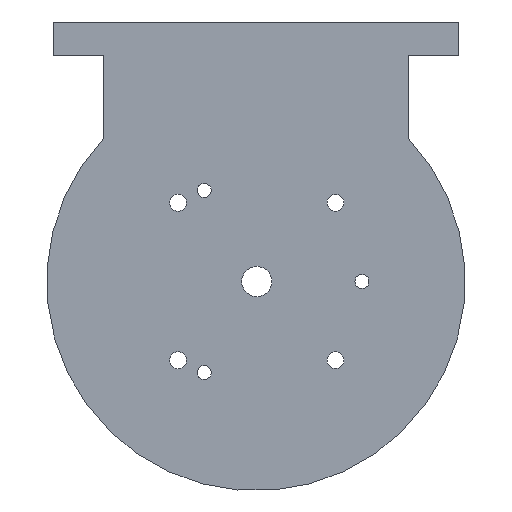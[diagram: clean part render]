
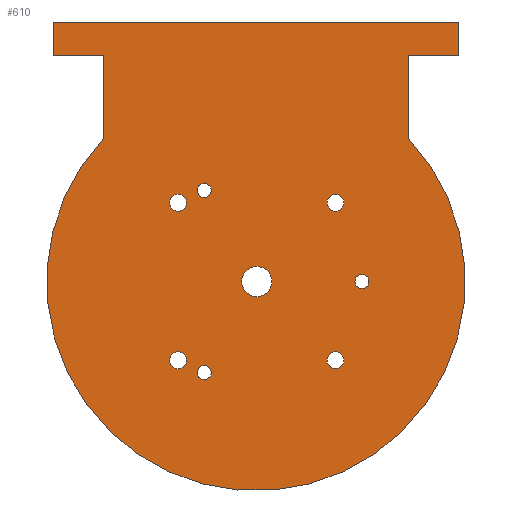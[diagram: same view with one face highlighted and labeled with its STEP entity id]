
A CAD part, front view. The second image highlights one B-rep face of the part: STEP entity #610.
In plain terms, the highlighted planar face has unit normal (0, -1, 0).
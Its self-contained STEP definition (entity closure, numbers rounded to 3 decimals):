
#15=FACE_BOUND('',#94,.T.);
#16=FACE_BOUND('',#95,.T.);
#17=FACE_BOUND('',#96,.T.);
#18=FACE_BOUND('',#97,.T.);
#19=FACE_BOUND('',#98,.T.);
#20=FACE_BOUND('',#99,.T.);
#21=FACE_BOUND('',#100,.T.);
#22=FACE_BOUND('',#101,.T.);
#35=PLANE('',#652);
#59=FACE_OUTER_BOUND('',#93,.T.);
#93=EDGE_LOOP('',(#438,#439,#440,#441,#442,#443,#444,#445));
#94=EDGE_LOOP('',(#446));
#95=EDGE_LOOP('',(#447));
#96=EDGE_LOOP('',(#448));
#97=EDGE_LOOP('',(#449));
#98=EDGE_LOOP('',(#450));
#99=EDGE_LOOP('',(#451));
#100=EDGE_LOOP('',(#452));
#101=EDGE_LOOP('',(#453));
#147=LINE('',#905,#205);
#148=LINE('',#907,#206);
#149=LINE('',#909,#207);
#150=LINE('',#911,#208);
#151=LINE('',#915,#209);
#152=LINE('',#917,#210);
#153=LINE('',#918,#211);
#205=VECTOR('',#728,10.);
#206=VECTOR('',#729,10.);
#207=VECTOR('',#730,10.);
#208=VECTOR('',#731,10.);
#209=VECTOR('',#734,10.);
#210=VECTOR('',#735,10.);
#211=VECTOR('',#736,10.);
#261=CIRCLE('',#645,2.1);
#263=CIRCLE('',#648,2.1);
#265=CIRCLE('',#651,2.1);
#266=CIRCLE('',#653,62.5);
#267=CIRCLE('',#654,2.5);
#268=CIRCLE('',#655,2.5);
#269=CIRCLE('',#656,2.5);
#270=CIRCLE('',#657,2.5);
#271=CIRCLE('',#658,4.5);
#287=VERTEX_POINT('',#887);
#289=VERTEX_POINT('',#893);
#291=VERTEX_POINT('',#899);
#292=VERTEX_POINT('',#903);
#293=VERTEX_POINT('',#904);
#294=VERTEX_POINT('',#906);
#295=VERTEX_POINT('',#908);
#296=VERTEX_POINT('',#910);
#297=VERTEX_POINT('',#912);
#298=VERTEX_POINT('',#914);
#299=VERTEX_POINT('',#916);
#300=VERTEX_POINT('',#919);
#301=VERTEX_POINT('',#921);
#302=VERTEX_POINT('',#923);
#303=VERTEX_POINT('',#925);
#304=VERTEX_POINT('',#927);
#344=EDGE_CURVE('',#287,#287,#261,.T.);
#347=EDGE_CURVE('',#289,#289,#263,.T.);
#350=EDGE_CURVE('',#291,#291,#265,.T.);
#351=EDGE_CURVE('',#292,#293,#147,.T.);
#352=EDGE_CURVE('',#294,#293,#148,.T.);
#353=EDGE_CURVE('',#295,#294,#149,.T.);
#354=EDGE_CURVE('',#295,#296,#150,.T.);
#355=EDGE_CURVE('',#296,#297,#266,.T.);
#356=EDGE_CURVE('',#298,#297,#151,.T.);
#357=EDGE_CURVE('',#298,#299,#152,.T.);
#358=EDGE_CURVE('',#292,#299,#153,.T.);
#359=EDGE_CURVE('',#300,#300,#267,.T.);
#360=EDGE_CURVE('',#301,#301,#268,.T.);
#361=EDGE_CURVE('',#302,#302,#269,.T.);
#362=EDGE_CURVE('',#303,#303,#270,.T.);
#363=EDGE_CURVE('',#304,#304,#271,.T.);
#438=ORIENTED_EDGE('',*,*,#351,.T.);
#439=ORIENTED_EDGE('',*,*,#352,.F.);
#440=ORIENTED_EDGE('',*,*,#353,.F.);
#441=ORIENTED_EDGE('',*,*,#354,.T.);
#442=ORIENTED_EDGE('',*,*,#355,.T.);
#443=ORIENTED_EDGE('',*,*,#356,.F.);
#444=ORIENTED_EDGE('',*,*,#357,.T.);
#445=ORIENTED_EDGE('',*,*,#358,.F.);
#446=ORIENTED_EDGE('',*,*,#359,.T.);
#447=ORIENTED_EDGE('',*,*,#360,.T.);
#448=ORIENTED_EDGE('',*,*,#361,.T.);
#449=ORIENTED_EDGE('',*,*,#350,.T.);
#450=ORIENTED_EDGE('',*,*,#344,.T.);
#451=ORIENTED_EDGE('',*,*,#347,.T.);
#452=ORIENTED_EDGE('',*,*,#362,.T.);
#453=ORIENTED_EDGE('',*,*,#363,.T.);
#610=ADVANCED_FACE('',(#59,#15,#16,#17,#18,#19,#20,#21,#22),#35,.T.);
#645=AXIS2_PLACEMENT_3D('',#889,#710,#711);
#648=AXIS2_PLACEMENT_3D('',#895,#717,#718);
#651=AXIS2_PLACEMENT_3D('',#901,#724,#725);
#652=AXIS2_PLACEMENT_3D('',#902,#726,#727);
#653=AXIS2_PLACEMENT_3D('',#913,#732,#733);
#654=AXIS2_PLACEMENT_3D('',#920,#737,#738);
#655=AXIS2_PLACEMENT_3D('',#922,#739,#740);
#656=AXIS2_PLACEMENT_3D('',#924,#741,#742);
#657=AXIS2_PLACEMENT_3D('',#926,#743,#744);
#658=AXIS2_PLACEMENT_3D('',#928,#745,#746);
#710=DIRECTION('center_axis',(0.,1.,0.));
#711=DIRECTION('ref_axis',(-1.,0.,0.));
#717=DIRECTION('center_axis',(0.,1.,0.));
#718=DIRECTION('ref_axis',(-1.,0.,0.));
#724=DIRECTION('center_axis',(0.,1.,0.));
#725=DIRECTION('ref_axis',(-1.,0.,0.));
#726=DIRECTION('center_axis',(0.,-1.,0.));
#727=DIRECTION('ref_axis',(0.,0.,-1.));
#728=DIRECTION('',(-1.,0.,0.));
#729=DIRECTION('',(0.,0.,1.));
#730=DIRECTION('',(-1.,0.,0.));
#731=DIRECTION('',(0.,0.,-1.));
#732=DIRECTION('center_axis',(0.,-1.,0.));
#733=DIRECTION('ref_axis',(-1.,0.,0.));
#734=DIRECTION('',(0.,0.,-1.));
#735=DIRECTION('',(1.,0.,0.));
#736=DIRECTION('',(0.,0.,-1.));
#737=DIRECTION('center_axis',(0.,1.,0.));
#738=DIRECTION('ref_axis',(1.,0.,0.));
#739=DIRECTION('center_axis',(0.,1.,0.));
#740=DIRECTION('ref_axis',(1.,0.,0.));
#741=DIRECTION('center_axis',(0.,1.,0.));
#742=DIRECTION('ref_axis',(1.,0.,0.));
#743=DIRECTION('center_axis',(0.,1.,0.));
#744=DIRECTION('ref_axis',(1.,0.,0.));
#745=DIRECTION('center_axis',(0.,1.,0.));
#746=DIRECTION('ref_axis',(1.,0.,0.));
#887=CARTESIAN_POINT('',(-13.354,-45.5,-40.307));
#889=CARTESIAN_POINT('Origin',(-15.454,-45.5,-40.307));
#893=CARTESIAN_POINT('',(-13.354,-45.5,-94.693));
#895=CARTESIAN_POINT('Origin',(-15.454,-45.5,-94.693));
#899=CARTESIAN_POINT('',(33.746,-45.5,-67.5));
#901=CARTESIAN_POINT('Origin',(31.646,-45.5,-67.5));
#902=CARTESIAN_POINT('Origin',(0.,-45.5,25.));
#903=CARTESIAN_POINT('',(60.5,-45.5,10.));
#904=CARTESIAN_POINT('',(-60.5,-45.5,10.));
#905=CARTESIAN_POINT('',(-45.5,-45.5,10.));
#906=CARTESIAN_POINT('',(-60.5,-45.5,0.));
#907=CARTESIAN_POINT('',(-60.5,-45.5,-106.));
#908=CARTESIAN_POINT('',(-45.5,-45.5,0.));
#909=CARTESIAN_POINT('',(-45.5,-45.5,0.));
#910=CARTESIAN_POINT('',(-45.5,-45.5,-24.651));
#911=CARTESIAN_POINT('',(-45.5,-45.5,50.));
#912=CARTESIAN_POINT('',(45.5,-45.5,-24.651));
#913=CARTESIAN_POINT('Origin',(0.,-45.5,-67.5));
#914=CARTESIAN_POINT('',(45.5,-45.5,0.));
#915=CARTESIAN_POINT('',(45.5,-45.5,0.));
#916=CARTESIAN_POINT('',(60.5,-45.5,0.));
#917=CARTESIAN_POINT('',(45.5,-45.5,0.));
#918=CARTESIAN_POINT('',(60.5,-45.5,0.));
#919=CARTESIAN_POINT('',(-25.754,-45.5,-91.));
#920=CARTESIAN_POINT('Origin',(-23.254,-45.5,-91.));
#921=CARTESIAN_POINT('',(21.246,-45.5,-44.));
#922=CARTESIAN_POINT('Origin',(23.746,-45.5,-44.));
#923=CARTESIAN_POINT('',(-25.754,-45.5,-44.));
#924=CARTESIAN_POINT('Origin',(-23.254,-45.5,-44.));
#925=CARTESIAN_POINT('',(21.246,-45.5,-91.));
#926=CARTESIAN_POINT('Origin',(23.746,-45.5,-91.));
#927=CARTESIAN_POINT('',(-4.254,-45.5,-67.5));
#928=CARTESIAN_POINT('Origin',(0.246,-45.5,-67.5));
